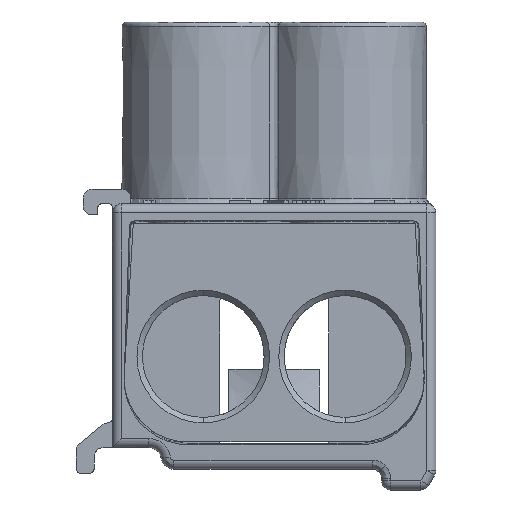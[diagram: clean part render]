
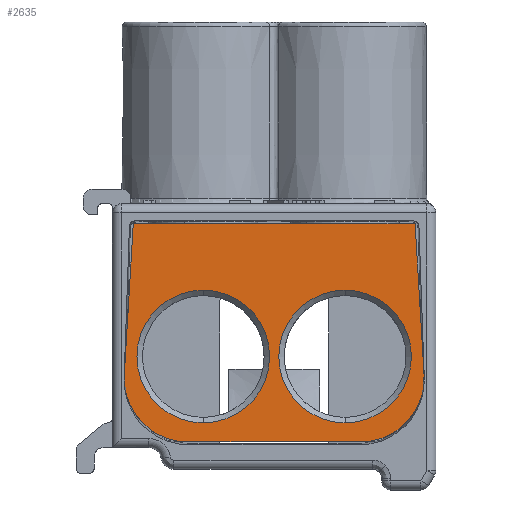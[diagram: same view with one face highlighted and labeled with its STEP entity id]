
A CAD part, front view. The second image highlights one B-rep face of the part: STEP entity #2635.
In plain terms, the highlighted planar face has unit normal (0, -1, 0).
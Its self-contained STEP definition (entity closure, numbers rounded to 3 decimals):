
#1112=DIRECTION('',(-1.,0.,0.));
#1113=VECTOR('',#1112,9.5);
#1114=CARTESIAN_POINT('',(4.75,-9.,0.));
#1115=LINE('',#1114,#1113);
#1161=DIRECTION('',(1.,0.,0.));
#1162=VECTOR('',#1161,15.5);
#1163=CARTESIAN_POINT('',(-7.75,-9.,12.));
#1164=LINE('',#1163,#1162);
#1228=CARTESIAN_POINT('',(4.75,-9.,3.5));
#1229=DIRECTION('',(0.,-1.,0.));
#1230=DIRECTION('',(0.,0.,-1.));
#1231=AXIS2_PLACEMENT_3D('',#1228,#1229,#1230);
#1236=CARTESIAN_POINT('',(-4.75,-9.,3.5));
#1237=DIRECTION('',(0.,-1.,0.));
#1238=DIRECTION('',(-0.998,0.,0.059));
#1239=AXIS2_PLACEMENT_3D('',#1236,#1237,#1238);
#1244=DIRECTION('',(-0.059,0.,-0.998));
#1245=VECTOR('',#1244,8.307);
#1246=CARTESIAN_POINT('',(-7.75,-9.,12.));
#1247=LINE('',#1246,#1245);
#1251=DIRECTION('',(-0.059,0.,0.998));
#1252=VECTOR('',#1251,8.307);
#1253=CARTESIAN_POINT('',(8.244,-9.,3.708));
#1254=LINE('',#1253,#1252);
#1258=CARTESIAN_POINT('',(3.9,-9.,4.7));
#1259=DIRECTION('',(0.,1.,0.));
#1260=DIRECTION('',(0.,0.,-1.));
#1261=AXIS2_PLACEMENT_3D('',#1258,#1259,#1260);
#1266=CARTESIAN_POINT('',(3.9,-9.,4.7));
#1267=DIRECTION('',(0.,1.,0.));
#1268=DIRECTION('',(0.,0.,1.));
#1269=AXIS2_PLACEMENT_3D('',#1266,#1267,#1268);
#1274=CARTESIAN_POINT('',(-3.9,-9.,4.7));
#1275=DIRECTION('',(0.,1.,0.));
#1276=DIRECTION('',(0.,0.,-1.));
#1277=AXIS2_PLACEMENT_3D('',#1274,#1275,#1276);
#1282=CARTESIAN_POINT('',(-3.9,-9.,4.7));
#1283=DIRECTION('',(0.,1.,0.));
#1284=DIRECTION('',(0.,0.,1.));
#1285=AXIS2_PLACEMENT_3D('',#1282,#1283,#1284);
#1959=CARTESIAN_POINT('',(-4.75,-9.,0.));
#1961=VERTEX_POINT('',#1959);
#1986=CARTESIAN_POINT('',(3.9,-9.,1.05));
#1988=VERTEX_POINT('',#1986);
#2004=CARTESIAN_POINT('',(-3.9,-9.,1.05));
#2006=VERTEX_POINT('',#2004);
#2024=CARTESIAN_POINT('',(3.9,-9.,8.35));
#2025=VERTEX_POINT('',#2024);
#2026=CARTESIAN_POINT('',(4.75,-9.,0.));
#2027=VERTEX_POINT('',#2026);
#2065=CARTESIAN_POINT('',(7.75,-9.,12.));
#2067=VERTEX_POINT('',#2065);
#2076=CARTESIAN_POINT('',(-8.244,-9.,3.708));
#2077=VERTEX_POINT('',#2076);
#2090=CARTESIAN_POINT('',(-7.75,-9.,12.));
#2091=VERTEX_POINT('',#2090);
#2106=CARTESIAN_POINT('',(-3.9,-9.,8.35));
#2107=VERTEX_POINT('',#2106);
#2150=CARTESIAN_POINT('',(8.244,-9.,3.708));
#2151=VERTEX_POINT('',#2150);
#2610=CARTESIAN_POINT('',(4.75,-9.,3.5));
#2611=DIRECTION('',(0.,-1.,0.));
#2612=DIRECTION('',(0.,0.,-1.));
#2613=AXIS2_PLACEMENT_3D('',#2610,#2611,#2612);
#2614=PLANE('',#2613);
#2615=ORIENTED_EDGE('',*,*,#2604,.F.);
#2616=ORIENTED_EDGE('',*,*,#2509,.T.);
#2617=ORIENTED_EDGE('',*,*,#2537,.F.);
#2618=ORIENTED_EDGE('',*,*,#2551,.F.);
#2619=ORIENTED_EDGE('',*,*,#2565,.T.);
#2620=ORIENTED_EDGE('',*,*,#2591,.F.);
#2621=EDGE_LOOP('',(#2615,#2616,#2617,#2618,#2619,#2620));
#2622=FACE_OUTER_BOUND('',#2621,.F.);
#2624=ORIENTED_EDGE('',*,*,#2623,.F.);
#2626=ORIENTED_EDGE('',*,*,#2625,.F.);
#2627=EDGE_LOOP('',(#2624,#2626));
#2628=FACE_BOUND('',#2627,.F.);
#2630=ORIENTED_EDGE('',*,*,#2629,.F.);
#2632=ORIENTED_EDGE('',*,*,#2631,.F.);
#2633=EDGE_LOOP('',(#2630,#2632));
#2634=FACE_BOUND('',#2633,.F.);
#1232=CIRCLE('',#1231,3.5);
#1240=CIRCLE('',#1239,3.5);
#1262=CIRCLE('',#1261,3.65);
#1270=CIRCLE('',#1269,3.65);
#1278=CIRCLE('',#1277,3.65);
#1286=CIRCLE('',#1285,3.65);
#2509=EDGE_CURVE('',#2027,#1961,#1115,.T.);
#2537=EDGE_CURVE('',#2077,#1961,#1240,.T.);
#2551=EDGE_CURVE('',#2091,#2077,#1247,.T.);
#2565=EDGE_CURVE('',#2091,#2067,#1164,.T.);
#2591=EDGE_CURVE('',#2151,#2067,#1254,.T.);
#2604=EDGE_CURVE('',#2027,#2151,#1232,.T.);
#2623=EDGE_CURVE('',#1988,#2025,#1262,.T.);
#2625=EDGE_CURVE('',#2025,#1988,#1270,.T.);
#2629=EDGE_CURVE('',#2006,#2107,#1278,.T.);
#2631=EDGE_CURVE('',#2107,#2006,#1286,.T.);
#2635=ADVANCED_FACE('',(#2622,#2628,#2634),#2614,.T.);
